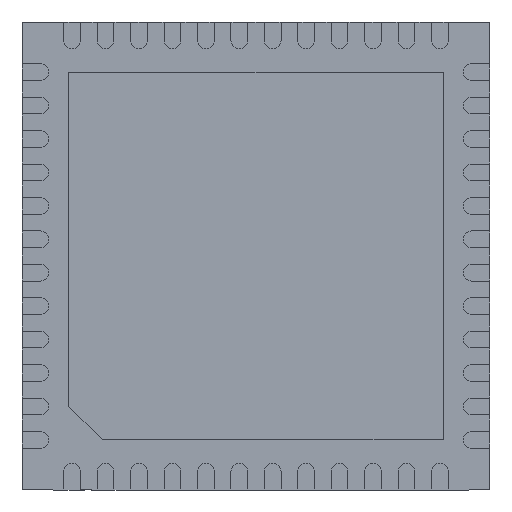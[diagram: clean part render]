
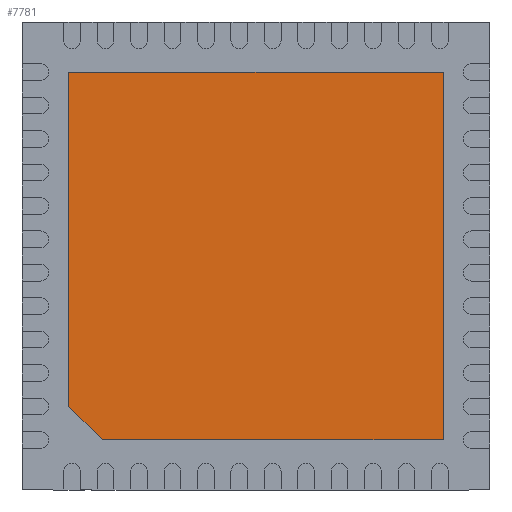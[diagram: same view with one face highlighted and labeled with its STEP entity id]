
A CAD part, front view. The second image highlights one B-rep face of the part: STEP entity #7781.
In plain terms, the highlighted planar face has unit normal (0, -1, 0).
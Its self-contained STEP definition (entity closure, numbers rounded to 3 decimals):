
#99 = CARTESIAN_POINT ( 'NONE',  ( -2.3, 0., -2.75 ) ) ;
#220 = VECTOR ( 'NONE', #4922, 1000. ) ;
#1209 = CARTESIAN_POINT ( 'NONE',  ( 2.8, 0., -2.75 ) ) ;
#1348 = ORIENTED_EDGE ( 'NONE', *, *, #8845, .T. ) ;
#1667 = EDGE_LOOP ( 'NONE', ( #1348, #7437, #14545, #14999, #15954 ) ) ;
#1708 = DIRECTION ( 'NONE',  ( 1., 0., 0. ) ) ;
#2302 = EDGE_CURVE ( 'NONE', #9577, #3234, #15274, .T. ) ;
#2453 = CARTESIAN_POINT ( 'NONE',  ( 2.8, 0., 2.75 ) ) ;
#2679 = DIRECTION ( 'NONE',  ( 0.707, 0., -0.707 ) ) ;
#3234 = VERTEX_POINT ( 'NONE', #5792 ) ;
#3620 = AXIS2_PLACEMENT_3D ( 'NONE', #9707, #14604, #9754 ) ;
#3651 = CARTESIAN_POINT ( 'NONE',  ( -2.8, 0., -2.25 ) ) ;
#4273 = VECTOR ( 'NONE', #2679, 1000. ) ;
#4304 = CARTESIAN_POINT ( 'NONE',  ( 2.8, 0., 2.75 ) ) ;
#4922 = DIRECTION ( 'NONE',  ( 0., 0., -1. ) ) ;
#5792 = CARTESIAN_POINT ( 'NONE',  ( -2.3, 0., -2.75 ) ) ;
#5867 = VERTEX_POINT ( 'NONE', #1209 ) ;
#6917 = EDGE_CURVE ( 'NONE', #9362, #9398, #12034, .T. ) ;
#7404 = FACE_OUTER_BOUND ( 'NONE', #1667, .T. ) ;
#7437 = ORIENTED_EDGE ( 'NONE', *, *, #6917, .T. ) ;
#7781 = ADVANCED_FACE ( 'NONE', ( #7404 ), #8482, .F. ) ;
#7993 = EDGE_CURVE ( 'NONE', #9398, #9577, #10837, .T. ) ;
#8146 = LINE ( 'NONE', #9075, #9654 ) ;
#8482 = PLANE ( 'NONE',  #3620 ) ;
#8518 = EDGE_CURVE ( 'NONE', #3234, #5867, #8146, .T. ) ;
#8789 = VECTOR ( 'NONE', #12901, 1000. ) ;
#8845 = EDGE_CURVE ( 'NONE', #5867, #9362, #14276, .T. ) ;
#9075 = CARTESIAN_POINT ( 'NONE',  ( 2.8, 0., -2.75 ) ) ;
#9275 = VECTOR ( 'NONE', #13301, 1000. ) ;
#9362 = VERTEX_POINT ( 'NONE', #14319 ) ;
#9398 = VERTEX_POINT ( 'NONE', #13182 ) ;
#9577 = VERTEX_POINT ( 'NONE', #3651 ) ;
#9654 = VECTOR ( 'NONE', #1708, 1000. ) ;
#9707 = CARTESIAN_POINT ( 'NONE',  ( 0., 0., 0. ) ) ;
#9754 = DIRECTION ( 'NONE',  ( 0., 0., 1. ) ) ;
#10837 = LINE ( 'NONE', #15281, #220 ) ;
#12034 = LINE ( 'NONE', #4304, #8789 ) ;
#12901 = DIRECTION ( 'NONE',  ( -1., 0., 0. ) ) ;
#13182 = CARTESIAN_POINT ( 'NONE',  ( -2.8, 0., 2.75 ) ) ;
#13301 = DIRECTION ( 'NONE',  ( 0., 0., 1. ) ) ;
#14276 = LINE ( 'NONE', #2453, #9275 ) ;
#14319 = CARTESIAN_POINT ( 'NONE',  ( 2.8, 0., 2.75 ) ) ;
#14545 = ORIENTED_EDGE ( 'NONE', *, *, #7993, .T. ) ;
#14604 = DIRECTION ( 'NONE',  ( 0., 1., 0. ) ) ;
#14999 = ORIENTED_EDGE ( 'NONE', *, *, #2302, .T. ) ;
#15274 = LINE ( 'NONE', #99, #4273 ) ;
#15281 = CARTESIAN_POINT ( 'NONE',  ( -2.8, 0., 2.75 ) ) ;
#15954 = ORIENTED_EDGE ( 'NONE', *, *, #8518, .T. ) ;
